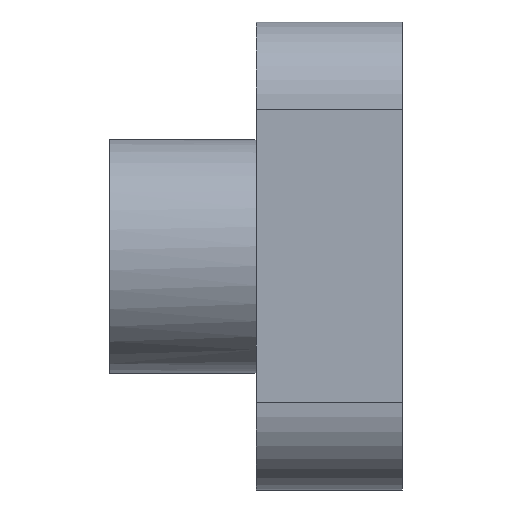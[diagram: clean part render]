
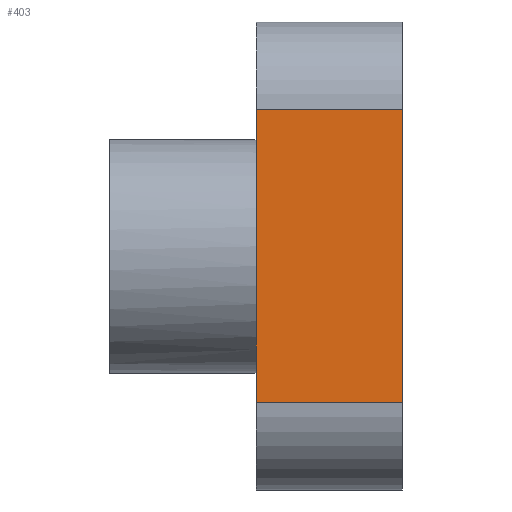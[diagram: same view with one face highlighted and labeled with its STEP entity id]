
A CAD part, top view. The second image highlights one B-rep face of the part: STEP entity #403.
In plain terms, the highlighted planar face has unit normal (0, 0, 1).
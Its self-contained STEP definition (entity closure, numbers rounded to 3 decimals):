
#31=LINE('',#640,#56);
#51=LINE('',#715,#76);
#52=LINE('',#718,#77);
#53=LINE('',#719,#78);
#56=VECTOR('',#507,10.);
#76=VECTOR('',#595,10.);
#77=VECTOR('',#598,10.);
#78=VECTOR('',#599,10.);
#105=FACE_OUTER_BOUND('',#130,.T.);
#130=EDGE_LOOP('',(#352,#353,#354,#355));
#183=VERTEX_POINT('',#637);
#184=VERTEX_POINT('',#639);
#205=VERTEX_POINT('',#713);
#206=VERTEX_POINT('',#717);
#221=EDGE_CURVE('',#183,#184,#31,.T.);
#260=EDGE_CURVE('',#205,#184,#51,.T.);
#261=EDGE_CURVE('',#205,#206,#52,.T.);
#262=EDGE_CURVE('',#206,#183,#53,.T.);
#352=ORIENTED_EDGE('',*,*,#261,.F.);
#353=ORIENTED_EDGE('',*,*,#260,.T.);
#354=ORIENTED_EDGE('',*,*,#221,.F.);
#355=ORIENTED_EDGE('',*,*,#262,.F.);
#383=PLANE('',#469);
#403=ADVANCED_FACE('',(#105),#383,.T.);
#469=AXIS2_PLACEMENT_3D('',#716,#596,#597);
#507=DIRECTION('',(0.,1.,0.));
#595=DIRECTION('',(-1.,0.,0.));
#596=DIRECTION('center_axis',(0.,0.,
1.));
#597=DIRECTION('ref_axis',(0.,1.,0.));
#598=DIRECTION('',(0.,-1.,0.));
#599=DIRECTION('',(-1.,0.,0.));
#637=CARTESIAN_POINT('',(20.,245.,-26.));
#639=CARTESIAN_POINT('',(20.,255.,-26.));
#640=CARTESIAN_POINT('',(20.,255.,-26.));
#713=CARTESIAN_POINT('',(25.,255.,-26.));
#715=CARTESIAN_POINT('',(25.,255.,-26.));
#716=CARTESIAN_POINT('Origin',(25.,245.,-26.));
#717=CARTESIAN_POINT('',(25.,245.,-26.));
#718=CARTESIAN_POINT('',(25.,255.,-26.));
#719=CARTESIAN_POINT('',(25.,245.,-26.));
